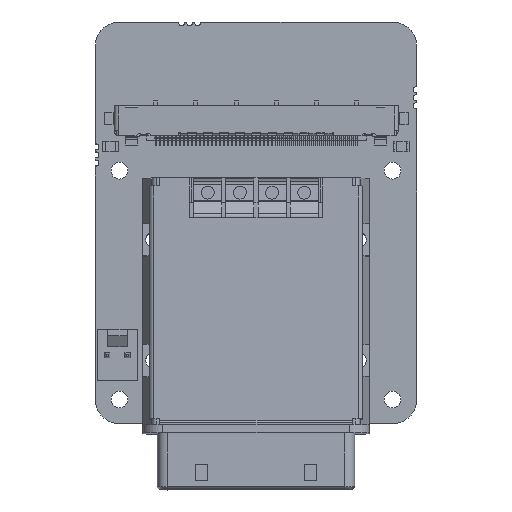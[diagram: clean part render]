
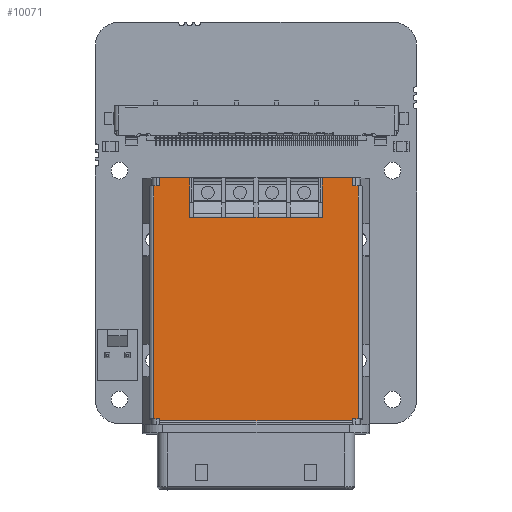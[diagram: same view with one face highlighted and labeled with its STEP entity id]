
A CAD part, top view. The second image highlights one B-rep face of the part: STEP entity #10071.
In plain terms, the highlighted planar face has unit normal (0, 0.018, 1).
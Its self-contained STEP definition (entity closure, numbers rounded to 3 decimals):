
#6795=FACE_OUTER_BOUND('',#16583,.T.);
#10071=ADVANCED_FACE('',(#6795),#12653,.T.);
#12653=PLANE('',#68804);
#16583=EDGE_LOOP('',(#32902,#32903,#32904,#32905,#32906,#32907,#32908,#32909,
#32910,#32911,#32912,#32913,#32914,#32915,#32916,#32917,#32918,#32919,#32920,
#32921,#32922,#32923,#32924,#32925));
#32902=ORIENTED_EDGE('',*,*,#48955,.F.);
#32903=ORIENTED_EDGE('',*,*,#48956,.F.);
#32904=ORIENTED_EDGE('',*,*,#48957,.F.);
#32905=ORIENTED_EDGE('',*,*,#48958,.F.);
#32906=ORIENTED_EDGE('',*,*,#48959,.F.);
#32907=ORIENTED_EDGE('',*,*,#48960,.F.);
#32908=ORIENTED_EDGE('',*,*,#48961,.T.);
#32909=ORIENTED_EDGE('',*,*,#48962,.T.);
#32910=ORIENTED_EDGE('',*,*,#48963,.T.);
#32911=ORIENTED_EDGE('',*,*,#48951,.F.);
#32912=ORIENTED_EDGE('',*,*,#48964,.F.);
#32913=ORIENTED_EDGE('',*,*,#48866,.T.);
#32914=ORIENTED_EDGE('',*,*,#48864,.T.);
#32915=ORIENTED_EDGE('',*,*,#48965,.T.);
#32916=ORIENTED_EDGE('',*,*,#48966,.F.);
#32917=ORIENTED_EDGE('',*,*,#48888,.T.);
#32918=ORIENTED_EDGE('',*,*,#48967,.T.);
#32919=ORIENTED_EDGE('',*,*,#48931,.F.);
#32920=ORIENTED_EDGE('',*,*,#48954,.T.);
#32921=ORIENTED_EDGE('',*,*,#48968,.T.);
#32922=ORIENTED_EDGE('',*,*,#48969,.T.);
#32923=ORIENTED_EDGE('',*,*,#48970,.F.);
#32924=ORIENTED_EDGE('',*,*,#48971,.F.);
#32925=ORIENTED_EDGE('',*,*,#48972,.F.);
#40264=VERTEX_POINT('',#103540);
#40265=VERTEX_POINT('',#103542);
#40266=VERTEX_POINT('',#103546);
#40287=VERTEX_POINT('',#103589);
#40288=VERTEX_POINT('',#103591);
#40318=VERTEX_POINT('',#103673);
#40319=VERTEX_POINT('',#103674);
#40336=VERTEX_POINT('',#103711);
#40337=VERTEX_POINT('',#103713);
#40338=VERTEX_POINT('',#103717);
#40339=VERTEX_POINT('',#103721);
#40340=VERTEX_POINT('',#103722);
#40341=VERTEX_POINT('',#103724);
#40342=VERTEX_POINT('',#103726);
#40343=VERTEX_POINT('',#103728);
#40344=VERTEX_POINT('',#103730);
#40345=VERTEX_POINT('',#103732);
#40346=VERTEX_POINT('',#103734);
#40347=VERTEX_POINT('',#103736);
#40348=VERTEX_POINT('',#103740);
#40349=VERTEX_POINT('',#103744);
#40350=VERTEX_POINT('',#103746);
#40351=VERTEX_POINT('',#103748);
#40352=VERTEX_POINT('',#103750);
#48864=EDGE_CURVE('',#40265,#40264,#56249,.T.);
#48866=EDGE_CURVE('',#40266,#40265,#56251,.T.);
#48888=EDGE_CURVE('',#40288,#40287,#56265,.T.);
#48931=EDGE_CURVE('',#40318,#40319,#56308,.T.);
#48951=EDGE_CURVE('',#40336,#40337,#56320,.T.);
#48954=EDGE_CURVE('',#40318,#40338,#56323,.T.);
#48955=EDGE_CURVE('',#40339,#40340,#56324,.T.);
#48956=EDGE_CURVE('',#40341,#40339,#56325,.T.);
#48957=EDGE_CURVE('',#40342,#40341,#56326,.T.);
#48958=EDGE_CURVE('',#40343,#40342,#56327,.T.);
#48959=EDGE_CURVE('',#40344,#40343,#56328,.T.);
#48960=EDGE_CURVE('',#40345,#40344,#56329,.T.);
#48961=EDGE_CURVE('',#40345,#40346,#56330,.T.);
#48962=EDGE_CURVE('',#40346,#40347,#56331,.T.);
#48963=EDGE_CURVE('',#40347,#40337,#56332,.T.);
#48964=EDGE_CURVE('',#40266,#40336,#56333,.T.);
#48965=EDGE_CURVE('',#40264,#40348,#56334,.T.);
#48966=EDGE_CURVE('',#40288,#40348,#56335,.T.);
#48967=EDGE_CURVE('',#40287,#40319,#56336,.T.);
#48968=EDGE_CURVE('',#40338,#40349,#56337,.T.);
#48969=EDGE_CURVE('',#40349,#40350,#56338,.T.);
#48970=EDGE_CURVE('',#40351,#40350,#56339,.T.);
#48971=EDGE_CURVE('',#40352,#40351,#56340,.T.);
#48972=EDGE_CURVE('',#40340,#40352,#56341,.T.);
#56249=LINE('',#103541,#63518);
#56251=LINE('',#103545,#63520);
#56265=LINE('',#103590,#63534);
#56308=LINE('',#103672,#63577);
#56320=LINE('',#103712,#63589);
#56323=LINE('',#103718,#63592);
#56324=LINE('',#103720,#63593);
#56325=LINE('',#103723,#63594);
#56326=LINE('',#103725,#63595);
#56327=LINE('',#103727,#63596);
#56328=LINE('',#103729,#63597);
#56329=LINE('',#103731,#63598);
#56330=LINE('',#103733,#63599);
#56331=LINE('',#103735,#63600);
#56332=LINE('',#103737,#63601);
#56333=LINE('',#103738,#63602);
#56334=LINE('',#103739,#63603);
#56335=LINE('',#103741,#63604);
#56336=LINE('',#103742,#63605);
#56337=LINE('',#103743,#63606);
#56338=LINE('',#103745,#63607);
#56339=LINE('',#103747,#63608);
#56340=LINE('',#103749,#63609);
#56341=LINE('',#103751,#63610);
#63518=VECTOR('',#84278,1.);
#63520=VECTOR('',#84282,1.);
#63534=VECTOR('',#84314,1.);
#63577=VECTOR('',#84375,1.);
#63589=VECTOR('',#84405,1.);
#63592=VECTOR('',#84410,1.);
#63593=VECTOR('',#84413,1.);
#63594=VECTOR('',#84414,1.);
#63595=VECTOR('',#84415,1.);
#63596=VECTOR('',#84416,1.);
#63597=VECTOR('',#84417,1.);
#63598=VECTOR('',#84418,1.);
#63599=VECTOR('',#84419,1.);
#63600=VECTOR('',#84420,1.);
#63601=VECTOR('',#84421,1.);
#63602=VECTOR('',#84422,1.);
#63603=VECTOR('',#84423,1.);
#63604=VECTOR('',#84424,1.);
#63605=VECTOR('',#84425,1.);
#63606=VECTOR('',#84426,1.);
#63607=VECTOR('',#84427,1.);
#63608=VECTOR('',#84428,1.);
#63609=VECTOR('',#84429,1.);
#63610=VECTOR('',#84430,1.);
#68804=AXIS2_PLACEMENT_3D('',#103752,#84431,#84432);
#84278=DIRECTION('',(0.,-1.,0.017));
#84282=DIRECTION('',(1.,0.,0.));
#84314=DIRECTION('',(1.,0.,0.));
#84375=DIRECTION('',(1.,0.,0.));
#84405=DIRECTION('',(1.,0.,0.));
#84410=DIRECTION('',(0.,1.,-0.017));
#84413=DIRECTION('',(1.,0.,0.));
#84414=DIRECTION('',(1.,0.,0.));
#84415=DIRECTION('',(1.,0.,0.));
#84416=DIRECTION('',(1.,0.,0.));
#84417=DIRECTION('',(1.,0.,0.));
#84418=DIRECTION('',(1.,0.,0.));
#84419=DIRECTION('',(0.,1.,-0.017));
#84420=DIRECTION('',(-1.,0.,0.));
#84421=DIRECTION('',(0.,-1.,0.017));
#84422=DIRECTION('',(0.,1.,-0.017));
#84423=DIRECTION('',(1.,0.,0.));
#84424=DIRECTION('',(0.,-1.,0.017));
#84425=DIRECTION('',(0.,1.,-0.017));
#84426=DIRECTION('',(-1.,0.,0.));
#84427=DIRECTION('',(0.,-1.,0.017));
#84428=DIRECTION('',(1.,0.,0.));
#84429=DIRECTION('',(1.,0.,0.));
#84430=DIRECTION('',(1.,0.,0.));
#84431=DIRECTION('',(0.,0.017,1.));
#84432=DIRECTION('',(0.,1.,-0.017));
#103540=CARTESIAN_POINT('',(8.,0.361,7.651));
#103541=CARTESIAN_POINT('',(8.,0.601,7.647));
#103542=CARTESIAN_POINT('',(8.,0.601,7.647));
#103545=CARTESIAN_POINT('',(7.255,0.601,7.647));
#103546=CARTESIAN_POINT('',(7.255,0.601,7.647));
#103589=CARTESIAN_POINT('',(32.745,0.601,7.647));
#103590=CARTESIAN_POINT('',(32.,0.601,7.647));
#103591=CARTESIAN_POINT('',(32.,0.601,7.647));
#103672=CARTESIAN_POINT('',(32.,29.576,7.141));
#103673=CARTESIAN_POINT('',(32.,29.576,7.141));
#103674=CARTESIAN_POINT('',(32.745,29.576,7.141));
#103711=CARTESIAN_POINT('',(7.255,29.576,7.141));
#103712=CARTESIAN_POINT('',(7.255,29.576,7.141));
#103713=CARTESIAN_POINT('',(8.,29.576,7.141));
#103717=CARTESIAN_POINT('',(32.,30.576,7.124));
#103718=CARTESIAN_POINT('',(32.,29.576,7.141));
#103720=CARTESIAN_POINT('',(20.255,25.677,7.209));
#103721=CARTESIAN_POINT('',(20.255,25.677,7.209));
#103722=CARTESIAN_POINT('',(23.745,25.677,7.209));
#103723=CARTESIAN_POINT('',(19.745,25.677,7.209));
#103724=CARTESIAN_POINT('',(19.745,25.677,7.209));
#103725=CARTESIAN_POINT('',(16.255,25.677,7.209));
#103726=CARTESIAN_POINT('',(16.255,25.677,7.209));
#103727=CARTESIAN_POINT('',(15.745,25.677,7.209));
#103728=CARTESIAN_POINT('',(15.745,25.677,7.209));
#103729=CARTESIAN_POINT('',(12.255,25.677,7.209));
#103730=CARTESIAN_POINT('',(12.255,25.677,7.209));
#103731=CARTESIAN_POINT('',(11.75,25.677,7.209));
#103732=CARTESIAN_POINT('',(11.75,25.677,7.209));
#103733=CARTESIAN_POINT('',(11.75,25.677,7.209));
#103734=CARTESIAN_POINT('',(11.75,30.576,7.124));
#103735=CARTESIAN_POINT('',(11.75,30.576,7.124));
#103736=CARTESIAN_POINT('',(8.,30.576,7.124));
#103737=CARTESIAN_POINT('',(8.,30.576,7.124));
#103738=CARTESIAN_POINT('',(7.255,0.601,7.647));
#103739=CARTESIAN_POINT('',(8.,0.361,7.651));
#103740=CARTESIAN_POINT('',(32.,0.361,7.651));
#103741=CARTESIAN_POINT('',(32.,0.601,7.647));
#103742=CARTESIAN_POINT('',(32.745,0.601,7.647));
#103743=CARTESIAN_POINT('',(32.,30.576,7.124));
#103744=CARTESIAN_POINT('',(28.25,30.576,7.124));
#103745=CARTESIAN_POINT('',(28.25,30.576,7.124));
#103746=CARTESIAN_POINT('',(28.25,25.677,7.209));
#103747=CARTESIAN_POINT('',(27.745,25.677,7.209));
#103748=CARTESIAN_POINT('',(27.745,25.677,7.209));
#103749=CARTESIAN_POINT('',(24.255,25.677,7.209));
#103750=CARTESIAN_POINT('',(24.255,25.677,7.209));
#103751=CARTESIAN_POINT('',(23.745,25.677,7.209));
#103752=CARTESIAN_POINT('',(8.,0.601,7.647));
